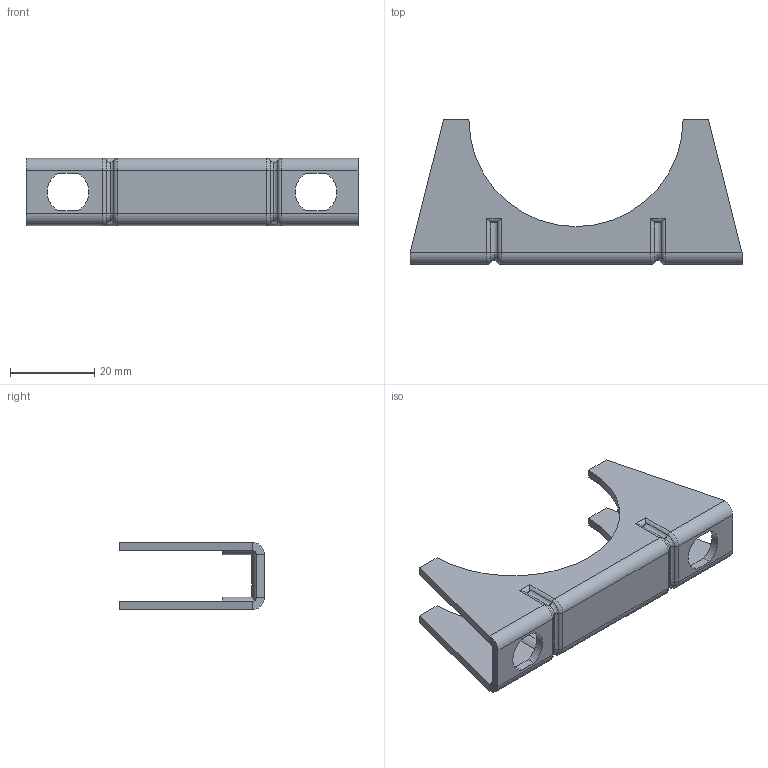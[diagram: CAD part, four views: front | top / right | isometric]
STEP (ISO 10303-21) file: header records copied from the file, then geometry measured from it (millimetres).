
FILE_DESCRIPTION (( 'STEP AP203' ), '1' );
FILE_NAME ('T56800.STEP', '2018-08-02T13:20:36', ( '' ), ( '' ), 'SwSTEP 2.0', 'SolidWorks 2016', '' );
FILE_SCHEMA (( 'CONFIG_CONTROL_DESIGN' ));
Length unit declared in the file: millimetre
Products named in the file (1): T56800
Bounding box: 79 x 34.5 x 16 mm (x, y, z)
Volume: 7200.5 mm3; surface area: 8034.9 mm2
Topology: 1 solids, 1 shells, 100 faces, 240 edges, 142 vertices
Faces by surface type: cylinder 52, plane 32, torus 16
Entity records: 3025 total; most frequent: CARTESIAN_POINT 659, DIRECTION 484, ORIENTED_EDGE 480, EDGE_CURVE 240, AXIS2_PLACEMENT_3D 179, VERTEX_POINT 142, VECTOR 126, LINE 126
